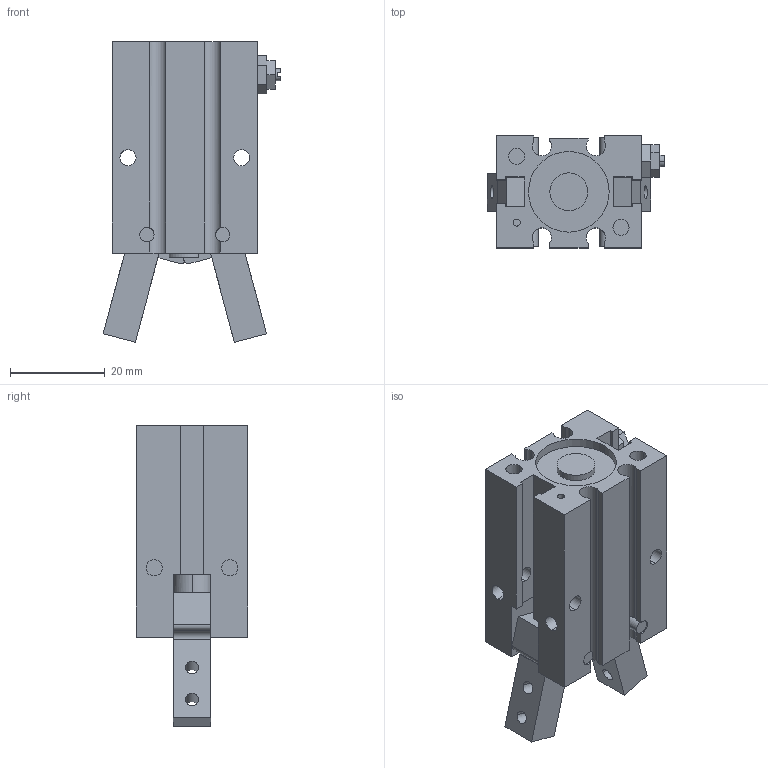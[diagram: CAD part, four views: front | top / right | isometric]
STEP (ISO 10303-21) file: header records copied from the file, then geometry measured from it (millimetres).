
FILE_DESCRIPTION (( 'STEP AP203' ), '1' );
FILE_NAME ('GR03F016A.STEP', '2017-08-23T13:16:33', ( '' ), ( '' ), 'SwSTEP 2.0', 'SolidWorks 2016', '' );
FILE_SCHEMA (( 'CONFIG_CONTROL_DESIGN' ));
Length unit declared in the file: millimetre
Products named in the file (4): PINZA GRIFFA_GR03F016; SPINA GRIFFA_GR03F016; CORPO GRIFFA_GR03F016; GR03F016A
Assembly tree (5 placements, depth 2):
  GR03F016A
    CORPO GRIFFA_GR03F016
    PINZA GRIFFA_GR03F016  x2
    SPINA GRIFFA_GR03F016  x2
Bounding box: 37.48 x 23.6 x 63.44 mm (x, y, z)
Volume: 25381.5 mm3; surface area: 13598.9 mm2
Topology: 6 solids, 7 shells, 197 faces, 546 edges, 364 vertices
Faces by surface type: plane 115, cylinder 82
Entity records: 6331 total; most frequent: CARTESIAN_POINT 1241, DIRECTION 989, ORIENTED_EDGE 966, EDGE_CURVE 483, AXIS2_PLACEMENT_3D 342, VERTEX_POINT 322, VECTOR 305, LINE 305
